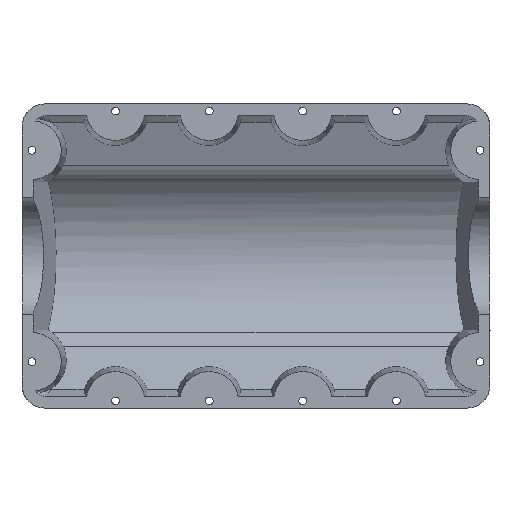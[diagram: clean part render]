
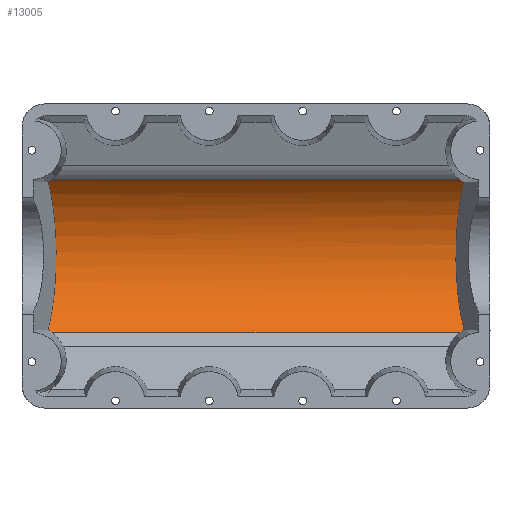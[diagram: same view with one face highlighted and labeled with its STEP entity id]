
A CAD part, front view. The second image highlights one B-rep face of the part: STEP entity #13005.
In plain terms, the highlighted cylindrical face has radius 2903.22 mm (diameter 5806.44 mm), a partial arc.
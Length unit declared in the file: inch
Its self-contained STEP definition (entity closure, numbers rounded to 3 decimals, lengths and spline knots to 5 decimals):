
#4399=CARTESIAN_POINT('',(-225.76839,81.69196,79.94331));
#4404=CARTESIAN_POINT('',(-225.76839,81.69196,
-79.9433));
#4438=CARTESIAN_POINT('',(-220.61373,78.13112,83.4264));
#4439=CARTESIAN_POINT('',(-221.42168,78.8337,82.76842));
#4440=CARTESIAN_POINT('',(-223.09271,80.1233,81.52799));
#4441=CARTESIAN_POINT('',(-224.86181,81.20088,80.44513));
#4442=CARTESIAN_POINT('',(-225.76839,81.69196,79.94331));
#4864=CARTESIAN_POINT('',(225.76839,81.69196,79.9433));
#4865=CARTESIAN_POINT('',(224.8602,81.2,80.44602));
#4866=CARTESIAN_POINT('',(223.08973,80.12125,81.53001));
#4867=CARTESIAN_POINT('',(221.42036,78.83255,82.7695));
#4868=CARTESIAN_POINT('',(220.61373,78.13112,83.4264));
#4971=CARTESIAN_POINT('',(220.61374,78.13112,-83.4264));
#4972=CARTESIAN_POINT('',(221.41985,78.8321,-82.76992));
#4973=CARTESIAN_POINT('',(223.08855,80.12044,-81.53081));
#4974=CARTESIAN_POINT('',(224.85955,81.19966,-80.44638));
#4975=CARTESIAN_POINT('',(225.76839,81.69196,-79.94331));
#5397=CARTESIAN_POINT('',(-225.76839,81.69196,
-79.9433));
#5398=CARTESIAN_POINT('',(-225.16568,81.36548,
-80.27693));
#5399=CARTESIAN_POINT('',(-223.9787,80.66957,
-80.97975));
#5400=CARTESIAN_POINT('',(-222.24912,79.48208,
-82.14703));
#5401=CARTESIAN_POINT('',(-221.15074,78.5981,
-82.98907));
#5402=CARTESIAN_POINT('',(-220.61373,78.13112,
-83.4264));
#5431=CARTESIAN_POINT('',(225.76839,81.69196,-79.94331));
#5432=CARTESIAN_POINT('',(224.74514,85.51078,-76.04094));
#5433=CARTESIAN_POINT('',(222.87459,92.49297,-67.80023));
#5434=CARTESIAN_POINT('',(220.55736,101.14051,-54.05925));
#5435=CARTESIAN_POINT('',(218.79519,107.71714,-39.33918));
#5436=CARTESIAN_POINT('',(217.60519,112.15823,-23.89258));
#5437=CARTESIAN_POINT('',(217.00632,114.39326,-8.00674));
#5438=CARTESIAN_POINT('',(217.0064,114.39296,8.00619));
#5439=CARTESIAN_POINT('',(217.60473,112.15994,23.88348));
#5440=CARTESIAN_POINT('',(218.79445,107.71988,39.33245));
#5441=CARTESIAN_POINT('',(220.55698,101.14192,54.05668));
#5442=CARTESIAN_POINT('',(222.87392,92.49545,67.79686));
#5443=CARTESIAN_POINT('',(224.74484,85.51188,76.03982));
#5444=CARTESIAN_POINT('',(225.76839,81.69196,79.9433));
#5449=DIRECTION('',(-1.,0.,0.));
#5450=VECTOR('',#5449,441.22747);
#5451=CARTESIAN_POINT('',(220.61374,78.13112,-83.4264));
#5452=LINE('',#5451,#5450);
#5456=CARTESIAN_POINT('',(-225.76839,81.69196,79.94331));
#5457=CARTESIAN_POINT('',(-224.74514,85.51076,76.04096));
#5458=CARTESIAN_POINT('',(-222.8746,92.49291,67.8003));
#5459=CARTESIAN_POINT('',(-220.55736,101.14049,54.05929));
#5460=CARTESIAN_POINT('',(-218.7952,107.71709,39.33931));
#5461=CARTESIAN_POINT('',(-217.6052,112.15819,23.89276));
#5462=CARTESIAN_POINT('',(-217.00632,114.39326,8.00674));
#5463=CARTESIAN_POINT('',(-217.0064,114.39296,
-8.00617));
#5464=CARTESIAN_POINT('',(-217.60472,112.15998,
-23.88326));
#5465=CARTESIAN_POINT('',(-218.79442,107.72001,
-39.33211));
#5466=CARTESIAN_POINT('',(-220.55695,101.14201,
-54.05653));
#5467=CARTESIAN_POINT('',(-222.8739,92.49554,
-67.79674));
#5468=CARTESIAN_POINT('',(-224.74483,85.51192,
-76.03978));
#5469=CARTESIAN_POINT('',(-225.76839,81.69196,
-79.9433));
#5474=DIRECTION('',(-1.,0.,0.));
#5475=VECTOR('',#5474,441.22747);
#5476=CARTESIAN_POINT('',(220.61373,78.13112,83.4264));
#5477=LINE('',#5476,#5475);
#5509=CARTESIAN_POINT('',(225.76839,81.69196,-79.94331));
#5514=CARTESIAN_POINT('',(225.76839,81.69196,79.9433));
#5530=CARTESIAN_POINT('',(-220.61373,78.13112,
-83.4264));
#5535=CARTESIAN_POINT('',(220.61374,78.13112,-83.4264));
#5552=CARTESIAN_POINT('',(220.61373,78.13112,83.4264));
#5557=CARTESIAN_POINT('',(-220.61373,78.13112,83.4264));
#5805=VERTEX_POINT('',#5557);
#5806=VERTEX_POINT('',#5552);
#5807=VERTEX_POINT('',#5530);
#5808=VERTEX_POINT('',#5535);
#5814=VERTEX_POINT('',#4399);
#5815=VERTEX_POINT('',#4404);
#5817=VERTEX_POINT('',#5514);
#5820=VERTEX_POINT('',#5509);
#12987=CARTESIAN_POINT('',(-254.,0.,0.));
#12988=DIRECTION('',(1.,0.,0.));
#12989=DIRECTION('',(0.,-1.,0.));
#12990=AXIS2_PLACEMENT_3D('',#12987,#12988,#12989);
#12991=CYLINDRICAL_SURFACE('',#12990,114.3);
#12993=ORIENTED_EDGE('',*,*,#12992,.F.);
#12994=ORIENTED_EDGE('',*,*,#12520,.F.);
#12996=ORIENTED_EDGE('',*,*,#12995,.T.);
#12997=ORIENTED_EDGE('',*,*,#12970,.F.);
#12998=ORIENTED_EDGE('',*,*,#11968,.F.);
#12999=ORIENTED_EDGE('',*,*,#11997,.F.);
#13001=ORIENTED_EDGE('',*,*,#13000,.F.);
#13002=ORIENTED_EDGE('',*,*,#12448,.F.);
#13003=EDGE_LOOP('',(#12993,#12994,#12996,#12997,#12998,#12999,#13001,#13002));
#13004=FACE_OUTER_BOUND('',#13003,.F.);
#4443=B_SPLINE_CURVE_WITH_KNOTS('',3,(#4438,#4439,#4440,#4441,#4442),
.UNSPECIFIED.,.F.,.F.,(4,1,4),(0.,0.5,1.),.UNSPECIFIED.);
#4869=B_SPLINE_CURVE_WITH_KNOTS('',3,(#4864,#4865,#4866,#4867,#4868),
.UNSPECIFIED.,.F.,.F.,(4,1,4),(0.,0.5,1.),.UNSPECIFIED.);
#4976=B_SPLINE_CURVE_WITH_KNOTS('',3,(#4971,#4972,#4973,#4974,#4975),
.UNSPECIFIED.,.F.,.F.,(4,1,4),(0.,0.5,1.),.UNSPECIFIED.);
#5403=B_SPLINE_CURVE_WITH_KNOTS('',3,(#5397,#5398,#5399,#5400,#5401,#5402),
.UNSPECIFIED.,.F.,.F.,(4,1,1,4),(0.,0.33333,0.66667,1.),
.UNSPECIFIED.);
#5445=B_SPLINE_CURVE_WITH_KNOTS('',3,(#5431,#5432,#5433,#5434,#5435,#5436,#5437,
#5438,#5439,#5440,#5441,#5442,#5443,#5444),.UNSPECIFIED.,.F.,.F.,(4,1,1,1,1,1,1,
1,1,1,1,4),(0.,0.09091,0.18182,0.27273,
0.36364,0.45455,0.54545,0.63636,
0.72727,0.81818,0.90909,1.),.UNSPECIFIED.);
#5470=B_SPLINE_CURVE_WITH_KNOTS('',3,(#5456,#5457,#5458,#5459,#5460,#5461,#5462,
#5463,#5464,#5465,#5466,#5467,#5468,#5469),.UNSPECIFIED.,.F.,.F.,(4,1,1,1,1,1,1,
1,1,1,1,4),(0.,0.09091,0.18182,0.27273,
0.36364,0.45455,0.54545,0.63636,
0.72727,0.81818,0.90909,1.),.UNSPECIFIED.);
#11968=EDGE_CURVE('',#5814,#5815,#5470,.T.);
#11997=EDGE_CURVE('',#5805,#5814,#4443,.T.);
#12448=EDGE_CURVE('',#5817,#5806,#4869,.T.);
#12520=EDGE_CURVE('',#5808,#5820,#4976,.T.);
#12970=EDGE_CURVE('',#5815,#5807,#5403,.T.);
#12992=EDGE_CURVE('',#5820,#5817,#5445,.T.);
#12995=EDGE_CURVE('',#5808,#5807,#5452,.T.);
#13000=EDGE_CURVE('',#5806,#5805,#5477,.T.);
#13005=ADVANCED_FACE('',(#13004),#12991,.F.);
